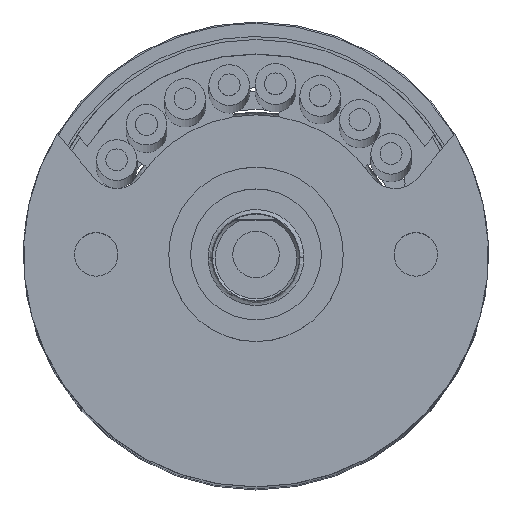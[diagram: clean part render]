
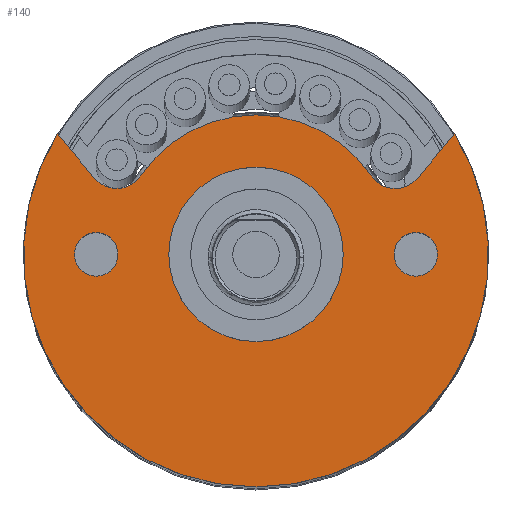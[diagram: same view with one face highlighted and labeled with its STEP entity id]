
A CAD part, top view. The second image highlights one B-rep face of the part: STEP entity #140.
In plain terms, the highlighted planar face has unit normal (0, 0, -1).
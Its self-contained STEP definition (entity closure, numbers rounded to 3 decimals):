
#8 = CARTESIAN_POINT ( 'NONE',  ( 24.986, 3.174, -56.36 ) ) ;
#16 = CIRCLE ( 'NONE', #3958, 0.75 ) ;
#29 = EDGE_CURVE ( 'NONE', #649, #2875, #4604, .T. ) ;
#64 = CARTESIAN_POINT ( 'NONE',  ( 12.588, 4.7, -56.36 ) ) ;
#109 = LINE ( 'NONE', #318, #2038 ) ;
#140 = ADVANCED_FACE ( 'NONE', ( #2966, #5183, #5308, #1874 ), #3761, .T. ) ;
#154 = DIRECTION ( 'NONE',  ( 0., 1., 0. ) ) ;
#163 = DIRECTION ( 'NONE',  ( 0., -1., 0. ) ) ;
#169 = DIRECTION ( 'NONE',  ( 0., 0., 1. ) ) ;
#173 = CARTESIAN_POINT ( 'NONE',  ( 24.927, 0.55, -56.36 ) ) ;
#187 = DIRECTION ( 'NONE',  ( 0., 0., 1. ) ) ;
#219 = CARTESIAN_POINT ( 'NONE',  ( 19.427, 0.55, -56.36 ) ) ;
#255 = EDGE_CURVE ( 'NONE', #1369, #1397, #109, .T. ) ;
#265 = AXIS2_PLACEMENT_3D ( 'NONE', #1182, #1180, #1158 ) ;
#318 = CARTESIAN_POINT ( 'NONE',  ( 24.986, 3.174, -56.36 ) ) ;
#346 = ORIENTED_EDGE ( 'NONE', *, *, #3752, .T. ) ;
#351 = DIRECTION ( 'NONE',  ( 0., 0., 1. ) ) ;
#377 = CARTESIAN_POINT ( 'NONE',  ( 14.635, 3.817, -56.36 ) ) ;
#384 = DIRECTION ( 'NONE',  ( 0., -1., 0. ) ) ;
#440 = CIRCLE ( 'NONE', #1544, 0.75 ) ;
#458 = CARTESIAN_POINT ( 'NONE',  ( 24.927, 0.55, -56.36 ) ) ;
#465 = ORIENTED_EDGE ( 'NONE', *, *, #1630, .T. ) ;
#501 = DIRECTION ( 'NONE',  ( 0., 0., 1. ) ) ;
#516 = CARTESIAN_POINT ( 'NONE',  ( 19.427, -2.45, -56.36 ) ) ;
#522 = AXIS2_PLACEMENT_3D ( 'NONE', #1611, #1607, #1605 ) ;
#530 = DIRECTION ( 'NONE',  ( 0., 0., -1. ) ) ;
#536 = AXIS2_PLACEMENT_3D ( 'NONE', #1923, #4672, #4724 ) ;
#543 = ORIENTED_EDGE ( 'NONE', *, *, #1662, .T. ) ;
#567 = DIRECTION ( 'NONE',  ( 0., -1., 0. ) ) ;
#572 = DIRECTION ( 'NONE',  ( 0., 0., 1. ) ) ;
#649 = VERTEX_POINT ( 'NONE', #2975 ) ;
#672 = DIRECTION ( 'NONE',  ( 0., -1., 0. ) ) ;
#688 = CIRCLE ( 'NONE', #3510, 8. ) ;
#756 = CARTESIAN_POINT ( 'NONE',  ( 19.427, -7.45, -56.36 ) ) ;
#879 = DIRECTION ( 'NONE',  ( 0., 1., 0. ) ) ;
#919 = ORIENTED_EDGE ( 'NONE', *, *, #29, .T. ) ;
#954 = EDGE_CURVE ( 'NONE', #2875, #1369, #5254, .T. ) ;
#979 = CIRCLE ( 'NONE', #536, 8. ) ;
#986 = ORIENTED_EDGE ( 'NONE', *, *, #1391, .T. ) ;
#1017 = DIRECTION ( 'NONE',  ( 0., 0., 1. ) ) ;
#1025 = EDGE_CURVE ( 'NONE', #2699, #649, #5235, .T. ) ;
#1061 = ORIENTED_EDGE ( 'NONE', *, *, #954, .T. ) ;
#1152 = CARTESIAN_POINT ( 'NONE',  ( 13.869, 3.174, -56.36 ) ) ;
#1158 = DIRECTION ( 'NONE',  ( 0., -1., 0. ) ) ;
#1180 = DIRECTION ( 'NONE',  ( 0., 0., -1. ) ) ;
#1182 = CARTESIAN_POINT ( 'NONE',  ( 19.427, 0.55, -56.36 ) ) ;
#1284 = EDGE_CURVE ( 'NONE', #4850, #2890, #440, .T. ) ;
#1369 = VERTEX_POINT ( 'NONE', #8 ) ;
#1391 = EDGE_CURVE ( 'NONE', #2650, #3398, #1867, .T. ) ;
#1397 = VERTEX_POINT ( 'NONE', #4370 ) ;
#1453 = DIRECTION ( 'NONE',  ( 0., 1., 0. ) ) ;
#1531 = CARTESIAN_POINT ( 'NONE',  ( 19.427, 0.55, -56.36 ) ) ;
#1544 = AXIS2_PLACEMENT_3D ( 'NONE', #173, #169, #163 ) ;
#1605 = DIRECTION ( 'NONE',  ( 0., -1., 0. ) ) ;
#1607 = DIRECTION ( 'NONE',  ( 0., 0., 1. ) ) ;
#1611 = CARTESIAN_POINT ( 'NONE',  ( 24.22, 3.817, -56.36 ) ) ;
#1630 = EDGE_CURVE ( 'NONE', #2406, #2153, #4377, .T. ) ;
#1650 = EDGE_CURVE ( 'NONE', #3398, #2650, #16, .T. ) ;
#1662 = EDGE_CURVE ( 'NONE', #4996, #2699, #3144, .T. ) ;
#1701 = ORIENTED_EDGE ( 'NONE', *, *, #1650, .T. ) ;
#1766 = EDGE_CURVE ( 'NONE', #4454, #4571, #688, .T. ) ;
#1788 = CARTESIAN_POINT ( 'NONE',  ( 24.927, -0.2, -56.36 ) ) ;
#1840 = EDGE_CURVE ( 'NONE', #4571, #4996, #3343, .T. ) ;
#1867 = CIRCLE ( 'NONE', #5025, 0.75 ) ;
#1874 = FACE_OUTER_BOUND ( 'NONE', #4513, .T. ) ;
#1923 = CARTESIAN_POINT ( 'NONE',  ( 19.427, 0.55, -56.36 ) ) ;
#2038 = VECTOR ( 'NONE', #5138, 1000. ) ;
#2140 = CARTESIAN_POINT ( 'NONE',  ( 19.427, 0.55, -56.36 ) ) ;
#2153 = VERTEX_POINT ( 'NONE', #2721 ) ;
#2167 = CARTESIAN_POINT ( 'NONE',  ( 24.22, 2.817, -56.36 ) ) ;
#2192 = EDGE_LOOP ( 'NONE', ( #2353, #4693 ) ) ;
#2247 = AXIS2_PLACEMENT_3D ( 'NONE', #219, #187, #154 ) ;
#2252 = VECTOR ( 'NONE', #4846, 1000. ) ;
#2321 = EDGE_LOOP ( 'NONE', ( #1701, #986 ) ) ;
#2353 = ORIENTED_EDGE ( 'NONE', *, *, #3035, .T. ) ;
#2406 = VERTEX_POINT ( 'NONE', #516 ) ;
#2472 = CIRCLE ( 'NONE', #4746, 0.75 ) ;
#2485 = CARTESIAN_POINT ( 'NONE',  ( 24.927, 1.3, -56.36 ) ) ;
#2585 = EDGE_CURVE ( 'NONE', #1397, #4454, #979, .T. ) ;
#2650 = VERTEX_POINT ( 'NONE', #5305 ) ;
#2699 = VERTEX_POINT ( 'NONE', #3313 ) ;
#2721 = CARTESIAN_POINT ( 'NONE',  ( 19.427, 3.55, -56.36 ) ) ;
#2860 = DIRECTION ( 'NONE',  ( 0., -1., 0. ) ) ;
#2875 = VERTEX_POINT ( 'NONE', #2167 ) ;
#2879 = ORIENTED_EDGE ( 'NONE', *, *, #1025, .T. ) ;
#2890 = VERTEX_POINT ( 'NONE', #1788 ) ;
#2966 = FACE_BOUND ( 'NONE', #5044, .T. ) ;
#2975 = CARTESIAN_POINT ( 'NONE',  ( 23.393, 3.254, -56.36 ) ) ;
#3035 = EDGE_CURVE ( 'NONE', #2890, #4850, #2472, .T. ) ;
#3144 = CIRCLE ( 'NONE', #3922, 1. ) ;
#3193 = CARTESIAN_POINT ( 'NONE',  ( 13.927, -0.2, -56.36 ) ) ;
#3313 = CARTESIAN_POINT ( 'NONE',  ( 15.461, 3.254, -56.36 ) ) ;
#3343 = LINE ( 'NONE', #4944, #2252 ) ;
#3398 = VERTEX_POINT ( 'NONE', #3193 ) ;
#3510 = AXIS2_PLACEMENT_3D ( 'NONE', #5204, #5199, #5192 ) ;
#3516 = ORIENTED_EDGE ( 'NONE', *, *, #2585, .T. ) ;
#3752 = EDGE_CURVE ( 'NONE', #2153, #2406, #5269, .T. ) ;
#3761 = PLANE ( 'NONE',  #4229 ) ;
#3922 = AXIS2_PLACEMENT_3D ( 'NONE', #377, #351, #672 ) ;
#3958 = AXIS2_PLACEMENT_3D ( 'NONE', #4034, #572, #567 ) ;
#4034 = CARTESIAN_POINT ( 'NONE',  ( 13.927, 0.55, -56.36 ) ) ;
#4209 = AXIS2_PLACEMENT_3D ( 'NONE', #2140, #1017, #879 ) ;
#4229 = AXIS2_PLACEMENT_3D ( 'NONE', #1531, #530, #1453 ) ;
#4260 = ORIENTED_EDGE ( 'NONE', *, *, #1766, .T. ) ;
#4370 = CARTESIAN_POINT ( 'NONE',  ( 26.266, 4.7, -56.36 ) ) ;
#4377 = CIRCLE ( 'NONE', #4209, 3. ) ;
#4389 = ORIENTED_EDGE ( 'NONE', *, *, #1840, .T. ) ;
#4390 = DIRECTION ( 'NONE',  ( 0., 0., 1. ) ) ;
#4454 = VERTEX_POINT ( 'NONE', #756 ) ;
#4468 = CARTESIAN_POINT ( 'NONE',  ( 13.927, 0.55, -56.36 ) ) ;
#4496 = ORIENTED_EDGE ( 'NONE', *, *, #255, .T. ) ;
#4513 = EDGE_LOOP ( 'NONE', ( #543, #2879, #919, #1061, #4496, #3516, #4260, #4389 ) ) ;
#4571 = VERTEX_POINT ( 'NONE', #64 ) ;
#4604 = CIRCLE ( 'NONE', #4910, 1. ) ;
#4672 = DIRECTION ( 'NONE',  ( 0., 0., -1. ) ) ;
#4693 = ORIENTED_EDGE ( 'NONE', *, *, #1284, .T. ) ;
#4724 = DIRECTION ( 'NONE',  ( 0., -1., 0. ) ) ;
#4746 = AXIS2_PLACEMENT_3D ( 'NONE', #458, #501, #2860 ) ;
#4846 = DIRECTION ( 'NONE',  ( 0.643, -0.766, 0. ) ) ;
#4850 = VERTEX_POINT ( 'NONE', #2485 ) ;
#4910 = AXIS2_PLACEMENT_3D ( 'NONE', #4983, #5034, #4943 ) ;
#4943 = DIRECTION ( 'NONE',  ( 0., -1., 0. ) ) ;
#4944 = CARTESIAN_POINT ( 'NONE',  ( 12.588, 4.7, -56.36 ) ) ;
#4983 = CARTESIAN_POINT ( 'NONE',  ( 24.22, 3.817, -56.36 ) ) ;
#4996 = VERTEX_POINT ( 'NONE', #1152 ) ;
#5025 = AXIS2_PLACEMENT_3D ( 'NONE', #4468, #4390, #384 ) ;
#5034 = DIRECTION ( 'NONE',  ( 0., 0., 1. ) ) ;
#5044 = EDGE_LOOP ( 'NONE', ( #346, #465 ) ) ;
#5138 = DIRECTION ( 'NONE',  ( 0.643, 0.766, 0. ) ) ;
#5183 = FACE_BOUND ( 'NONE', #2321, .T. ) ;
#5192 = DIRECTION ( 'NONE',  ( 0., -1., 0. ) ) ;
#5199 = DIRECTION ( 'NONE',  ( 0., 0., -1. ) ) ;
#5204 = CARTESIAN_POINT ( 'NONE',  ( 19.427, 0.55, -56.36 ) ) ;
#5235 = CIRCLE ( 'NONE', #265, 4.8 ) ;
#5254 = CIRCLE ( 'NONE', #522, 1. ) ;
#5269 = CIRCLE ( 'NONE', #2247, 3. ) ;
#5305 = CARTESIAN_POINT ( 'NONE',  ( 13.927, 1.3, -56.36 ) ) ;
#5308 = FACE_BOUND ( 'NONE', #2192, .T. ) ;
